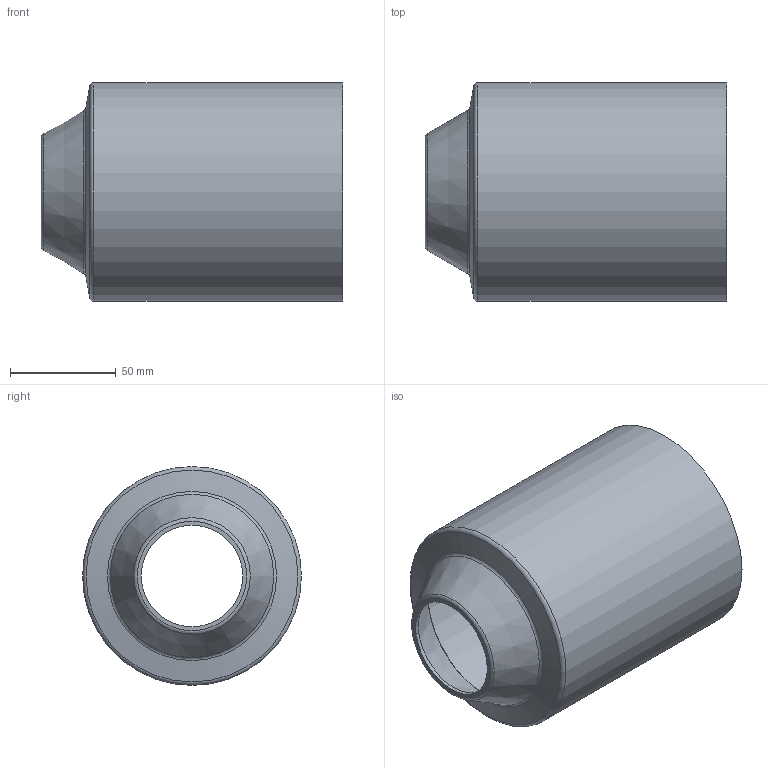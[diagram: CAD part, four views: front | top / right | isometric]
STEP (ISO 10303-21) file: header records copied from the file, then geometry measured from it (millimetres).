
FILE_DESCRIPTION(/* description */ ('Schutzkappe für ADE N°14'),/* implementation_level */ '2;1');
FILE_NAME(/* name */ '00506140-RST.stp',/* time_stamp */ '2020-10-28T13:31:01+01:00',/* author */ ('sl'),/* organization */ (''),/* preprocessor_version */ 'ST-DEVELOPER v16.5',/* originating_system */ 'Autodesk Inventor 2017',/* authorisation */ '');
FILE_SCHEMA (('AUTOMOTIVE_DESIGN { 1 0 10303 214 3 1 1 }'));
Length unit declared in the file: millimetre
Products named in the file (1): 00506140
Bounding box: 142.7 x 103.6 x 103.6 mm (x, y, z)
Volume: 84285.3 mm3; surface area: 94020.5 mm2
Topology: 1 solids, 1 shells, 16 faces, 29 edges, 16 vertices
Faces by surface type: torus 6, cone 4, cylinder 3, plane 3
Full cylindrical faces by diameter (mm): 48 x1, 100 x1, 103.6 x1
Entity records: 358 total; most frequent: DIRECTION 66, CARTESIAN_POINT 49, AXIS2_PLACEMENT_3D 33, EDGE_LOOP 32, ORIENTED_EDGE 32, FACE_BOUND 16, FACE_OUTER_BOUND 16, CIRCLE 16
